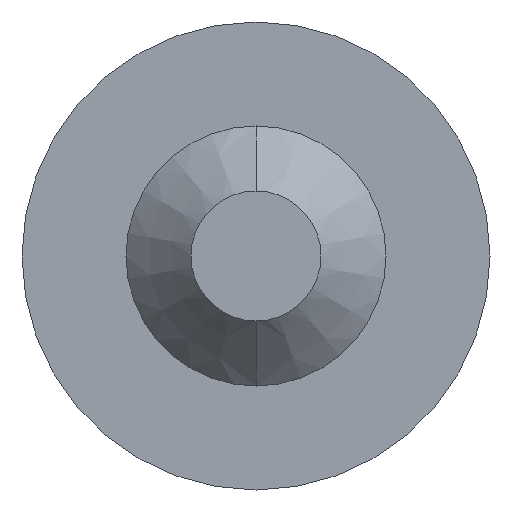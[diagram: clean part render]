
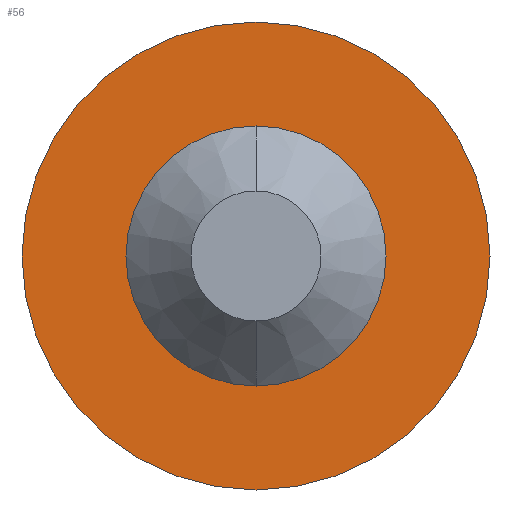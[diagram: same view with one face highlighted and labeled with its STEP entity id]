
A CAD part, front view. The second image highlights one B-rep face of the part: STEP entity #56.
In plain terms, the highlighted planar face has unit normal (0, -1, 0).
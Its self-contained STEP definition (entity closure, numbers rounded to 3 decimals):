
#2 = CARTESIAN_POINT ( 'NONE',  ( 0., 0., 0. ) ) ;
#3 = VERTEX_POINT ( 'NONE', #287 ) ;
#5 = DIRECTION ( 'NONE',  ( 0., -1., 0. ) ) ;
#8 = PLANE ( 'NONE',  #128 ) ;
#9 = FACE_BOUND ( 'NONE', #164, .T. ) ;
#10 = EDGE_CURVE ( 'Defeature ausgef�hrt1_5+Defeature ausgef�hrt1_0+Defeature ausgef�hrt1_0+Defeature ausgef�hrt1_0', #60, #3, #190, .T. ) ;
#13 = AXIS2_PLACEMENT_3D ( 'NONE', #2, #380, #34 ) ;
#14 = DIRECTION ( 'NONE',  ( 0., 1., 0. ) ) ;
#34 = DIRECTION ( 'NONE',  ( 0., 0., -1. ) ) ;
#35 = ORIENTED_EDGE ( 'NONE', *, *, #390, .T. ) ;
#38 = CIRCLE ( 'NONE', #13, 1.8 ) ;
#41 = ORIENTED_EDGE ( 'NONE', *, *, #43, .T. ) ;
#43 = EDGE_CURVE ( 'Defeature ausgef�hrt1_5+Defeature ausgef�hrt1_0+Defeature ausgef�hrt1_0+Defeature ausgef�hrt1_0', #3, #60, #75, .T. ) ;
#45 = CARTESIAN_POINT ( 'NONE',  ( 0., 0., 0. ) ) ;
#56 = ADVANCED_FACE ( 'Defeature ausgef�hrt1_5', ( #9, #260 ), #8, .T. ) ;
#60 = VERTEX_POINT ( 'NONE', #172 ) ;
#66 = AXIS2_PLACEMENT_3D ( 'NONE', #45, #14, #254 ) ;
#68 = CIRCLE ( 'NONE', #385, 1.8 ) ;
#70 = DIRECTION ( 'NONE',  ( 0., 0., 1. ) ) ;
#75 = CIRCLE ( 'NONE', #344, 1. ) ;
#127 = ORIENTED_EDGE ( 'NONE', *, *, #383, .T. ) ;
#128 = AXIS2_PLACEMENT_3D ( 'NONE', #132, #255, #387 ) ;
#132 = CARTESIAN_POINT ( 'NONE',  ( 0., 0., 0. ) ) ;
#158 = VERTEX_POINT ( 'NONE', #326 ) ;
#159 = EDGE_LOOP ( 'NONE', ( #127, #35 ) ) ;
#164 = EDGE_LOOP ( 'NONE', ( #41, #212 ) ) ;
#165 = CARTESIAN_POINT ( 'NONE',  ( 0., 0., 0. ) ) ;
#172 = CARTESIAN_POINT ( 'NONE',  ( 0., 0., -1. ) ) ;
#187 = VERTEX_POINT ( 'NONE', #296 ) ;
#190 = CIRCLE ( 'NONE', #66, 1. ) ;
#196 = DIRECTION ( 'NONE',  ( 0., 1., 0. ) ) ;
#212 = ORIENTED_EDGE ( 'NONE', *, *, #10, .T. ) ;
#221 = CARTESIAN_POINT ( 'NONE',  ( 0., 0., 0. ) ) ;
#254 = DIRECTION ( 'NONE',  ( 0., 0., 1. ) ) ;
#255 = DIRECTION ( 'NONE',  ( 0., -1., 0. ) ) ;
#260 = FACE_OUTER_BOUND ( 'NONE', #159, .T. ) ;
#287 = CARTESIAN_POINT ( 'NONE',  ( 0., 0., 1. ) ) ;
#296 = CARTESIAN_POINT ( 'NONE',  ( 0., 0., 1.8 ) ) ;
#306 = DIRECTION ( 'NONE',  ( 0., 0., -1. ) ) ;
#326 = CARTESIAN_POINT ( 'NONE',  ( 0., 0., -1.8 ) ) ;
#344 = AXIS2_PLACEMENT_3D ( 'NONE', #165, #196, #70 ) ;
#380 = DIRECTION ( 'NONE',  ( 0., -1., 0. ) ) ;
#383 = EDGE_CURVE ( 'Defeature ausgef�hrt1_5+Defeature ausgef�hrt1_3+Defeature ausgef�hrt1_3+Defeature ausgef�hrt1_3', #158, #187, #38, .T. ) ;
#385 = AXIS2_PLACEMENT_3D ( 'NONE', #221, #5, #306 ) ;
#387 = DIRECTION ( 'NONE',  ( 0., 0., -1. ) ) ;
#390 = EDGE_CURVE ( 'Defeature ausgef�hrt1_5+Defeature ausgef�hrt1_3+Defeature ausgef�hrt1_3+Defeature ausgef�hrt1_3', #187, #158, #68, .T. ) ;
